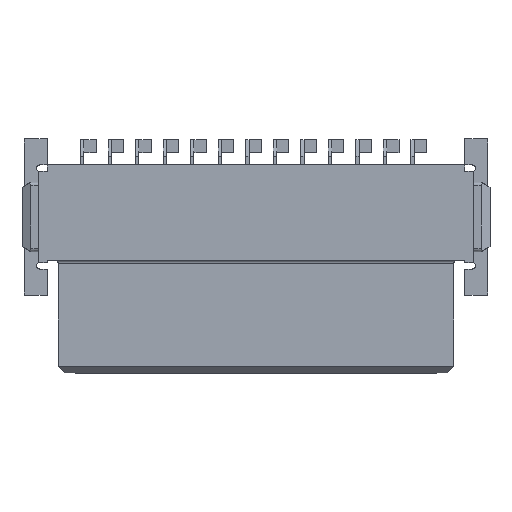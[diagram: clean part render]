
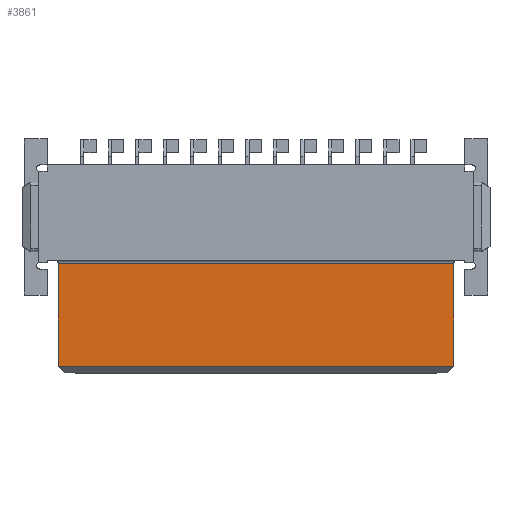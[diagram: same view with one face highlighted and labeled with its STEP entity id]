
A CAD part, top view. The second image highlights one B-rep face of the part: STEP entity #3861.
In plain terms, the highlighted planar face has unit normal (0, 0, 1).
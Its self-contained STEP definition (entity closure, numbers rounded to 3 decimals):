
#3391=CARTESIAN_POINT('',(9.13,-4.785,3.675));
#3392=VERTEX_POINT('',#3391);
#3423=CARTESIAN_POINT('',(-9.13,-4.785,3.675));
#3424=VERTEX_POINT('',#3423);
#3432=CARTESIAN_POINT('',(9.13,-4.785,3.675));
#3433=DIRECTION('',(-1.0,0.0,0.0));
#3434=VECTOR('',#3433,18.26);
#3435=LINE('',#3432,#3434);
#3436=EDGE_CURVE('',#3392,#3424,#3435,.T.);
#3771=CARTESIAN_POINT('',(9.13,-9.535,3.675));
#3772=VERTEX_POINT('',#3771);
#3805=CARTESIAN_POINT('',(9.13,-9.535,3.675));
#3806=DIRECTION('',(0.0,1.0,0.0));
#3807=VECTOR('',#3806,4.75);
#3808=LINE('',#3805,#3807);
#3809=EDGE_CURVE('',#3772,#3392,#3808,.T.);
#3819=CARTESIAN_POINT('',(-9.13,-9.535,3.675));
#3820=VERTEX_POINT('',#3819);
#3821=CARTESIAN_POINT('',(-9.13,-9.535,3.675));
#3822=DIRECTION('',(1.0,0.0,0.0));
#3823=VECTOR('',#3822,18.26);
#3824=LINE('',#3821,#3823);
#3825=EDGE_CURVE('',#3820,#3772,#3824,.T.);
#3845=CARTESIAN_POINT('',(10.043,-9.773,3.675));
#3846=DIRECTION('',(0.0,0.0,1.0));
#3847=DIRECTION('',(0.0,1.0,0.0));
#3848=AXIS2_PLACEMENT_3D('',#3845,#3846,#3847);
#3849=PLANE('',#3848);
#3850=ORIENTED_EDGE('',*,*,#3825,.T.);
#3851=ORIENTED_EDGE('',*,*,#3809,.T.);
#3852=ORIENTED_EDGE('',*,*,#3436,.T.);
#3853=CARTESIAN_POINT('',(-9.13,-9.535,3.675));
#3854=DIRECTION('',(0.0,1.0,0.0));
#3855=VECTOR('',#3854,4.75);
#3856=LINE('',#3853,#3855);
#3857=EDGE_CURVE('',#3820,#3424,#3856,.T.);
#3858=ORIENTED_EDGE('',*,*,#3857,.F.);
#3859=EDGE_LOOP('',(#3850,#3851,#3852,#3858));
#3860=FACE_OUTER_BOUND('',#3859,.T.);
#3861=ADVANCED_FACE('',(#3860),#3849,.T.);
